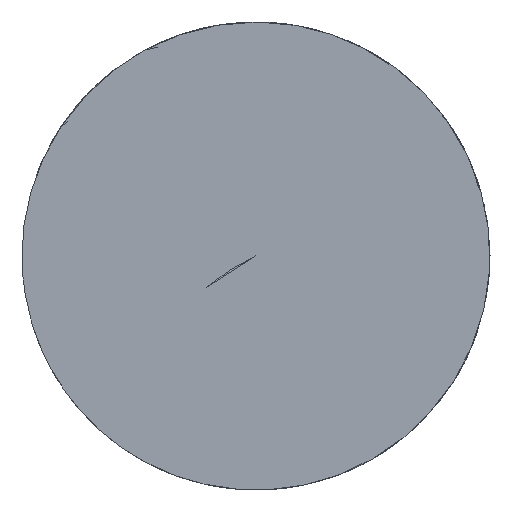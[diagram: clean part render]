
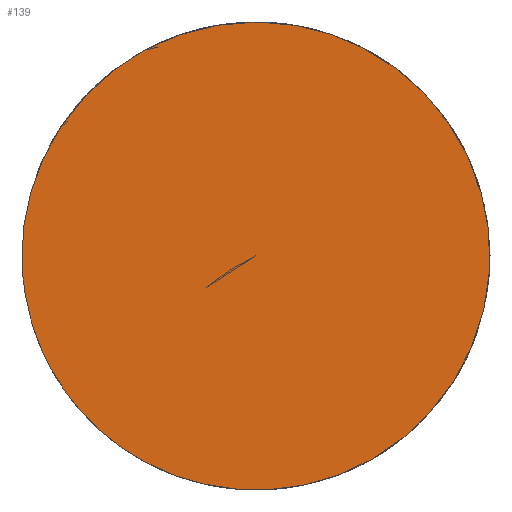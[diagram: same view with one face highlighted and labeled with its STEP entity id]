
A CAD part, left-side view. The second image highlights one B-rep face of the part: STEP entity #139.
In plain terms, the highlighted free-form (B-spline) face has degree [5, 1] with [6, 2] control points.
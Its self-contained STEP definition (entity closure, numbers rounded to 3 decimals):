
#105 = CARTESIAN_POINT ('', (-83.75, 6., 0.));
#106 = VERTEX_POINT ('', #105);
#107 = CARTESIAN_POINT ('', (-83.75, 0., 0.));
#108 = VERTEX_POINT ('', #107);
#109 = CARTESIAN_POINT ('', (-83.75, 6., 0.));
#110 = CARTESIAN_POINT ('', (-83.75, 0., 0.));
#111 = B_SPLINE_CURVE_WITH_KNOTS ('', 1, (#109, #110), .UNSPECIFIED., .F., .U., (2, 2), (0., 1.), .UNSPECIFIED.);
#112 = EDGE_CURVE ('', #106, #108, #111, .T.);
#113 = ORIENTED_EDGE ('', *, *, #112, .F.);
#114 = CARTESIAN_POINT ('', (-83.75, 6., 0.));
#115 = CARTESIAN_POINT ('', (-83.75, 6., 24.));
#116 = CARTESIAN_POINT ('', (-83.75, -18., 12.));
#117 = CARTESIAN_POINT ('', (-83.75, -18., -12.));
#118 = CARTESIAN_POINT ('', (-83.75, 6., -24.));
#119 = CARTESIAN_POINT ('', (-83.75, 6., 0.));
#120 = (
   BOUNDED_CURVE ()
   B_SPLINE_CURVE (5, (#114, #115, #116, #117, #118, #119), .UNSPECIFIED., .T., .U.)
   B_SPLINE_CURVE_WITH_KNOTS ((6, 6), (0., 1.), .UNSPECIFIED.)
   CURVE ()
   GEOMETRIC_REPRESENTATION_ITEM ()
   RATIONAL_B_SPLINE_CURVE ((5., 1., 1., 1., 1., 5.))
   REPRESENTATION_ITEM ('')
);
#121 = EDGE_CURVE ('', #106, #106, #120, .T.);
#122 = ORIENTED_EDGE ('', *, *, #121, .T.);
#123 = ORIENTED_EDGE ('', *, *, #112, .T.);
#124 = EDGE_LOOP ('', (#113, #122, #123));
#125 = FACE_OUTER_BOUND ('', #124, .F.);
#126 = CARTESIAN_POINT ('', (-83.75, 6., 0.));
#127 = CARTESIAN_POINT ('', (-83.75, 0., 0.));
#128 = CARTESIAN_POINT ('', (-83.75, 6., 24.));
#129 = CARTESIAN_POINT ('', (-83.75, 0., 0.));
#130 = CARTESIAN_POINT ('', (-83.75, -18., 12.));
#131 = CARTESIAN_POINT ('', (-83.75, 0., 0.));
#132 = CARTESIAN_POINT ('', (-83.75, -18., -12.));
#133 = CARTESIAN_POINT ('', (-83.75, 0., 0.));
#134 = CARTESIAN_POINT ('', (-83.75, 6., -24.));
#135 = CARTESIAN_POINT ('', (-83.75, 0., 0.));
#136 = CARTESIAN_POINT ('', (-83.75, 6., 0.));
#137 = CARTESIAN_POINT ('', (-83.75, 0., 0.));
#138 = (
   BOUNDED_SURFACE ()
   B_SPLINE_SURFACE (5, 1, ((#126, #127), (#128, #129), (#130, #131), (#132, #133), (#134, #135), (#136, #137)), .UNSPECIFIED., .T., .F., .U.)
   B_SPLINE_SURFACE_WITH_KNOTS ((6, 6), (2, 2), (0., 1.), (0., 1.), .UNSPECIFIED.)
   SURFACE ()
   GEOMETRIC_REPRESENTATION_ITEM ()
   RATIONAL_B_SPLINE_SURFACE (((5., 5.), (1., 1.), (1., 1.), (1., 1.), (1., 1.), (5., 5.)))
   REPRESENTATION_ITEM ('')
);
#139 = ADVANCED_FACE ('', (#125), #138, .F.);
